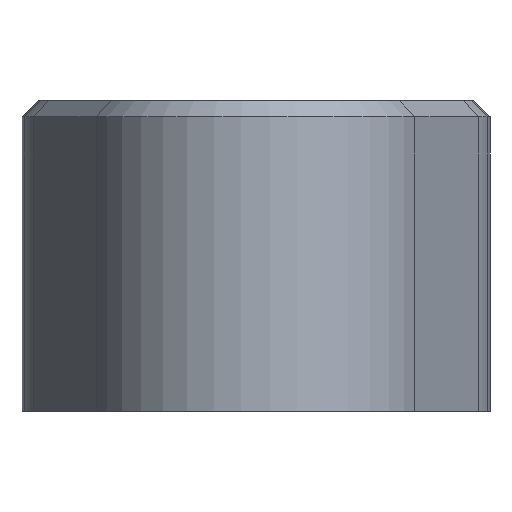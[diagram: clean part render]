
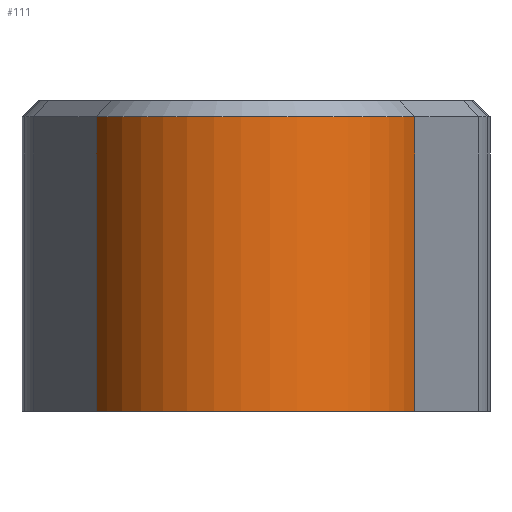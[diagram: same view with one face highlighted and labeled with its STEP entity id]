
A CAD part, left-side view. The second image highlights one B-rep face of the part: STEP entity #111.
In plain terms, the highlighted cylindrical face has radius 6.2 mm (diameter 12.4 mm), a partial arc.
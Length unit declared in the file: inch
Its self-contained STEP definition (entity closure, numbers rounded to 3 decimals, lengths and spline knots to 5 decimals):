
#111=ADVANCED_FACE('',(#265),#266,.T.);
#265=FACE_OUTER_BOUND('',#467,.T.);
#266=CYLINDRICAL_SURFACE('',#468,0.24409);
#467=EDGE_LOOP('',(#728,#729,#730,#731));
#468=AXIS2_PLACEMENT_3D('',#732,#733,#734);
#728=ORIENTED_EDGE('',*,*,#1259,.F.);
#729=ORIENTED_EDGE('',*,*,#1260,.F.);
#730=ORIENTED_EDGE('',*,*,#1261,.F.);
#731=ORIENTED_EDGE('',*,*,#1209,.F.);
#732=CARTESIAN_POINT('',(0.,0.,0.51575));
#733=DIRECTION('',(0.,0.,-1.0));
#734=DIRECTION('',(-0.306,-0.952,0.));
#1209=EDGE_CURVE('',#1441,#1444,#1445,.T.);
#1259=EDGE_CURVE('',#1530,#1441,#1531,.T.);
#1260=EDGE_CURVE('',#1532,#1530,#1533,.T.);
#1261=EDGE_CURVE('',#1444,#1532,#1534,.T.);
#1441=VERTEX_POINT('',#1774);
#1444=VERTEX_POINT('',#1778);
#1445=LINE('',#1779,#1780);
#1530=VERTEX_POINT('',#1891);
#1531=CIRCLE('',#1892,0.24409);
#1532=VERTEX_POINT('',#1893);
#1533=LINE('',#1894,#1895);
#1534=CIRCLE('',#1896,0.24409);
#1774=CARTESIAN_POINT('',(-0.07465,-0.2324,0.42913));
#1778=CARTESIAN_POINT('',(-0.07465,-0.2324,0.));
#1779=CARTESIAN_POINT('',(-0.07465,-0.2324,0.4038));
#1780=VECTOR('',#2191,1.0);
#1891=CARTESIAN_POINT('',(-0.07465,0.2324,0.42913));
#1892=AXIS2_PLACEMENT_3D('',#2260,#2261,#2262);
#1893=CARTESIAN_POINT('',(-0.07465,0.2324,0.));
#1894=CARTESIAN_POINT('',(-0.07465,0.2324,0.51575));
#1895=VECTOR('',#2263,1.0);
#1896=AXIS2_PLACEMENT_3D('',#2264,#2265,#2266);
#2191=DIRECTION('',(-0.0,0.0,-1.0));
#2260=CARTESIAN_POINT('',(0.,0.,0.42913));
#2261=DIRECTION('',(0.,0.,1.0));
#2262=DIRECTION('',(-0.306,-0.952,0.));
#2263=DIRECTION('',(0.0,0.0,1.0));
#2264=CARTESIAN_POINT('',(0.,0.,0.0));
#2265=DIRECTION('',(0.,0.,-1.0));
#2266=DIRECTION('',(-0.306,-0.952,0.));
